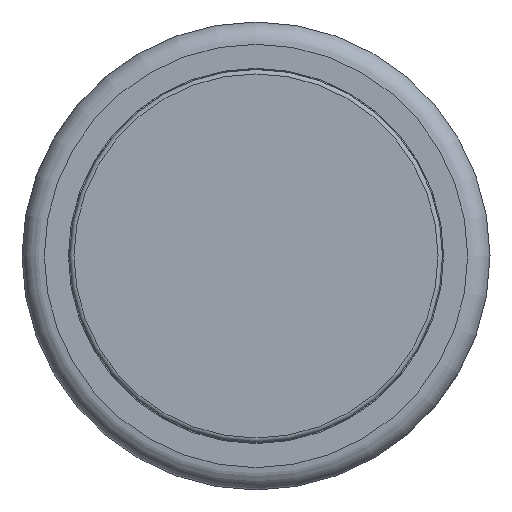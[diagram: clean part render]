
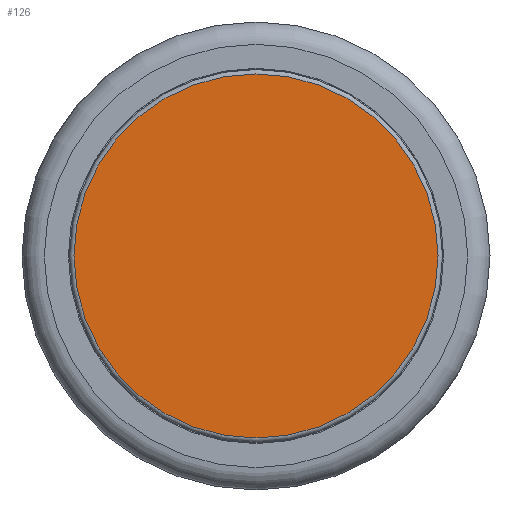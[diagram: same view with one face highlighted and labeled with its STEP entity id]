
A CAD part, top view. The second image highlights one B-rep face of the part: STEP entity #126.
In plain terms, the highlighted planar face has unit normal (0, 0, 1).
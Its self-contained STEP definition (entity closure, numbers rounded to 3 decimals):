
#126 = ADVANCED_FACE( '', ( #341 ), #342, .F. );
#341 = FACE_OUTER_BOUND( '', #707, .T. );
#342 = PLANE( '', #708 );
#707 = EDGE_LOOP( '', ( #2031 ) );
#708 = AXIS2_PLACEMENT_3D( '', #2032, #2033, #2034 );
#2031 = ORIENTED_EDGE( '', *, *, #2683, .T. );
#2032 = CARTESIAN_POINT( '', ( -8.35, 0., 65. ) );
#2033 = DIRECTION( '', ( 0., 0., -1. ) );
#2034 = DIRECTION( '', ( 0., -1., 0. ) );
#2683 = EDGE_CURVE( '', #2931, #2931, #2932, .F. );
#2931 = VERTEX_POINT( '', #3321 );
#2932 = CIRCLE( '', #3322, 8.15 );
#3321 = CARTESIAN_POINT( '', ( 0., -8.15, 65. ) );
#3322 = AXIS2_PLACEMENT_3D( '', #4305, #4306, #4307 );
#4305 = CARTESIAN_POINT( '', ( 0., 0., 65. ) );
#4306 = DIRECTION( '', ( 0., 0., -1. ) );
#4307 = DIRECTION( '', ( 0., -1., 0. ) );
